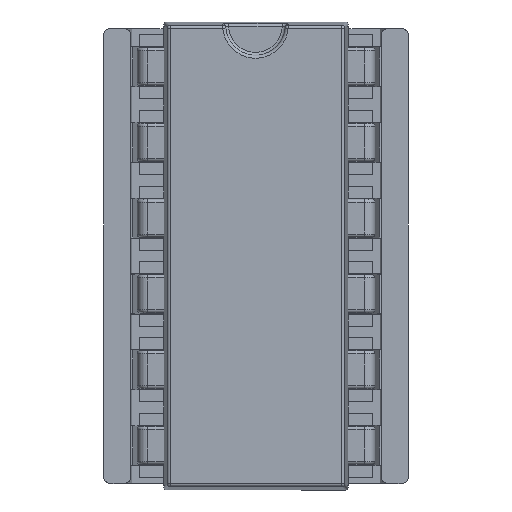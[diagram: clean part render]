
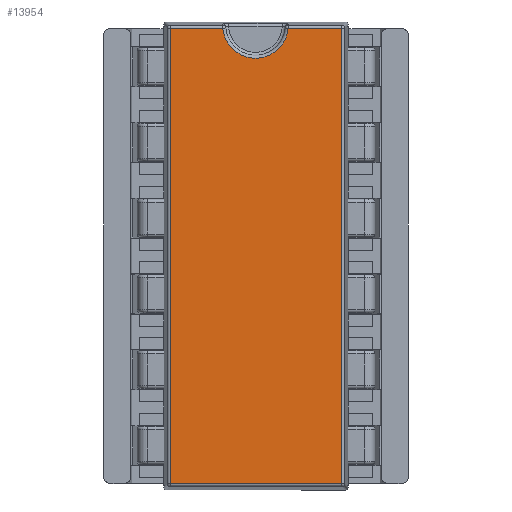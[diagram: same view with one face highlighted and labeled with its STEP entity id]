
A CAD part, top view. The second image highlights one B-rep face of the part: STEP entity #13954.
In plain terms, the highlighted planar face has unit normal (0, 0, 1).
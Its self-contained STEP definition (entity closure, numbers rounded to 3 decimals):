
#911=PLANE('',#15160);
#2178=LINE('',#25653,#3525);
#2179=LINE('',#25657,#3526);
#2180=LINE('',#25659,#3527);
#2181=LINE('',#25661,#3528);
#2182=LINE('',#25662,#3529);
#3525=VECTOR('',#18583,10.);
#3526=VECTOR('',#18588,10.);
#3527=VECTOR('',#18589,10.);
#3528=VECTOR('',#18590,10.);
#3529=VECTOR('',#18591,10.);
#4294=FACE_OUTER_BOUND('',#5094,.T.);
#5094=EDGE_LOOP('',(#12530,#12531,#12532,#12533,#12534,#12535));
#5528=CIRCLE('',#15150,1.1);
#6956=VERTEX_POINT('',#25609);
#6957=VERTEX_POINT('',#25611);
#6963=VERTEX_POINT('',#25652);
#6964=VERTEX_POINT('',#25656);
#6965=VERTEX_POINT('',#25658);
#6966=VERTEX_POINT('',#25660);
#8871=EDGE_CURVE('',#6957,#6956,#5528,.T.);
#8881=EDGE_CURVE('',#6956,#6963,#2178,.T.);
#8883=EDGE_CURVE('',#6964,#6957,#2179,.T.);
#8884=EDGE_CURVE('',#6965,#6964,#2180,.T.);
#8885=EDGE_CURVE('',#6966,#6965,#2181,.T.);
#8886=EDGE_CURVE('',#6963,#6966,#2182,.T.);
#12530=ORIENTED_EDGE('',*,*,#8871,.F.);
#12531=ORIENTED_EDGE('',*,*,#8883,.F.);
#12532=ORIENTED_EDGE('',*,*,#8884,.F.);
#12533=ORIENTED_EDGE('',*,*,#8885,.F.);
#12534=ORIENTED_EDGE('',*,*,#8886,.F.);
#12535=ORIENTED_EDGE('',*,*,#8881,.F.);
#13954=ADVANCED_FACE('',(#4294),#911,.T.);
#15150=AXIS2_PLACEMENT_3D('',#25613,#18560,#18561);
#15160=AXIS2_PLACEMENT_3D('',#25655,#18586,#18587);
#18560=DIRECTION('center_axis',(0.,0.,1.));
#18561=DIRECTION('ref_axis',(1.,0.,0.));
#18583=DIRECTION('',(0.,1.,0.));
#18586=DIRECTION('center_axis',(0.,0.,1.));
#18587=DIRECTION('ref_axis',(1.,0.,0.));
#18588=DIRECTION('',(0.,1.,0.));
#18589=DIRECTION('',(-1.,0.,0.));
#18590=DIRECTION('',(0.,-1.,0.));
#18591=DIRECTION('',(1.,0.,0.));
#25609=CARTESIAN_POINT('',(-0.79,5.169,3.35));
#25611=CARTESIAN_POINT('',(-0.79,2.977,3.35));
#25613=CARTESIAN_POINT('Origin',(-0.883,4.073,3.35));
#25652=CARTESIAN_POINT('',(-0.79,6.97,3.35));
#25653=CARTESIAN_POINT('',(-0.79,4.863,3.35));
#25655=CARTESIAN_POINT('Origin',(6.845,4.09,3.35));
#25656=CARTESIAN_POINT('',(-0.79,1.21,3.35));
#25657=CARTESIAN_POINT('',(-0.79,4.863,3.35));
#25658=CARTESIAN_POINT('',(14.48,1.21,3.35));
#25659=CARTESIAN_POINT('',(4.884,1.21,3.35));
#25660=CARTESIAN_POINT('',(14.48,6.97,3.35));
#25661=CARTESIAN_POINT('',(14.48,3.318,3.35));
#25662=CARTESIAN_POINT('',(8.806,6.97,3.35));
